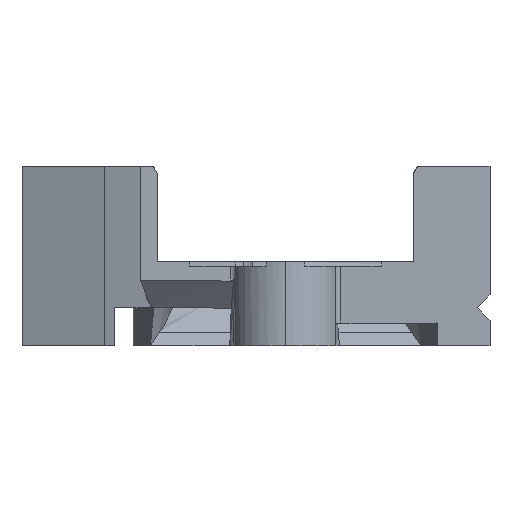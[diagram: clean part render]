
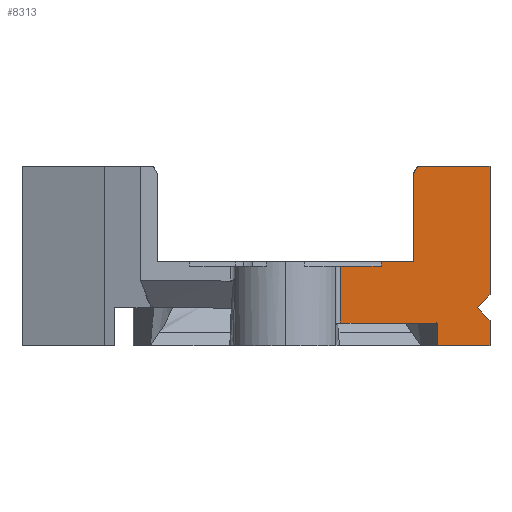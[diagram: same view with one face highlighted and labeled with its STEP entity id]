
A CAD part, left-side view. The second image highlights one B-rep face of the part: STEP entity #8313.
In plain terms, the highlighted planar face has unit normal (-1, 0, 0).
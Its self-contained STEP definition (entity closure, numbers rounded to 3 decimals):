
#100 = ORIENTED_EDGE ( 'NONE', *, *, #11667, .F. ) ;
#280 = CARTESIAN_POINT ( 'NONE',  ( -14.5, -10.025, 6.9 ) ) ;
#315 = VERTEX_POINT ( 'NONE', #1249 ) ;
#402 = ORIENTED_EDGE ( 'NONE', *, *, #11818, .T. ) ;
#517 = ORIENTED_EDGE ( 'NONE', *, *, #11223, .T. ) ;
#551 = VECTOR ( 'NONE', #8308, 1000. ) ;
#922 = EDGE_CURVE ( 'NONE', #3976, #1382, #6272, .T. ) ;
#980 = CARTESIAN_POINT ( 'NONE',  ( -14.5, -16.025, 7.5 ) ) ;
#1233 = VECTOR ( 'NONE', #6539, 1000. ) ;
#1249 = CARTESIAN_POINT ( 'NONE',  ( -14.5, -10.371, 7.5 ) ) ;
#1313 = CARTESIAN_POINT ( 'NONE',  ( -14.5, 16.025, 0. ) ) ;
#1382 = VERTEX_POINT ( 'NONE', #10840 ) ;
#1484 = CARTESIAN_POINT ( 'NONE',  ( -14.5, -4.299, -4.8 ) ) ;
#1511 = LINE ( 'NONE', #4517, #8806 ) ;
#1550 = CARTESIAN_POINT ( 'NONE',  ( -14.5, -4.499, -4.8 ) ) ;
#1610 = CARTESIAN_POINT ( 'NONE',  ( -14.5, -16.025, -4.6 ) ) ;
#1774 = DIRECTION ( 'NONE',  ( 0., -1., 0. ) ) ;
#1785 = CARTESIAN_POINT ( 'NONE',  ( -14.5, -16.025, -6.6 ) ) ;
#1905 = LINE ( 'NONE', #3928, #6919 ) ;
#1962 = DIRECTION ( 'NONE',  ( 0., 0., -1. ) ) ;
#1970 = EDGE_CURVE ( 'NONE', #2094, #7563, #6631, .T. ) ;
#2042 = VERTEX_POINT ( 'NONE', #3713 ) ;
#2094 = VERTEX_POINT ( 'NONE', #9099 ) ;
#2371 = CARTESIAN_POINT ( 'NONE',  ( -14.5, -4.9, -4.8 ) ) ;
#2423 = LINE ( 'NONE', #1313, #4998 ) ;
#2478 = VECTOR ( 'NONE', #7190, 1000. ) ;
#2500 = CARTESIAN_POINT ( 'NONE',  ( -14.5, 2.333, -14.505 ) ) ;
#2572 = CARTESIAN_POINT ( 'NONE',  ( -14.5, -10.025, 7.5 ) ) ;
#2622 = DIRECTION ( 'NONE',  ( 0., 1., 0. ) ) ;
#2740 = EDGE_CURVE ( 'NONE', #2042, #9179, #6601, .T. ) ;
#2752 = LINE ( 'NONE', #7760, #3070 ) ;
#2767 = CARTESIAN_POINT ( 'NONE',  ( -14.5, -16.025, -6.6 ) ) ;
#3070 = VECTOR ( 'NONE', #9970, 1000. ) ;
#3238 = VECTOR ( 'NONE', #3645, 1000. ) ;
#3278 = EDGE_CURVE ( 'NONE', #5159, #5122, #9485, .T. ) ;
#3577 = LINE ( 'NONE', #7537, #551 ) ;
#3616 = ORIENTED_EDGE ( 'NONE', *, *, #2740, .T. ) ;
#3645 = DIRECTION ( 'NONE',  ( 0., 0., 1. ) ) ;
#3713 = CARTESIAN_POINT ( 'NONE',  ( -14.5, -16.025, -2.6 ) ) ;
#3790 = ORIENTED_EDGE ( 'NONE', *, *, #1970, .F. ) ;
#3866 = ORIENTED_EDGE ( 'NONE', *, *, #3278, .F. ) ;
#3928 = CARTESIAN_POINT ( 'NONE',  ( -14.5, 16.025, -6.6 ) ) ;
#3976 = VERTEX_POINT ( 'NONE', #2371 ) ;
#4005 = EDGE_CURVE ( 'NONE', #315, #4049, #5376, .T. ) ;
#4049 = VERTEX_POINT ( 'NONE', #280 ) ;
#4055 = CARTESIAN_POINT ( 'NONE',  ( -14.5, -4.299, -0.35 ) ) ;
#4277 = ORIENTED_EDGE ( 'NONE', *, *, #12459, .T. ) ;
#4344 = EDGE_CURVE ( 'NONE', #6304, #3976, #5691, .T. ) ;
#4359 = CARTESIAN_POINT ( 'NONE',  ( -14.5, -4.9, -4.8 ) ) ;
#4390 = VERTEX_POINT ( 'NONE', #11842 ) ;
#4517 = CARTESIAN_POINT ( 'NONE',  ( -14.5, -16.025, -6.6 ) ) ;
#4763 = VERTEX_POINT ( 'NONE', #2767 ) ;
#4950 = FACE_OUTER_BOUND ( 'NONE', #7136, .T. ) ;
#4998 = VECTOR ( 'NONE', #12382, 1000. ) ;
#5049 = CARTESIAN_POINT ( 'NONE',  ( -14.5, -10.025, 0. ) ) ;
#5122 = VERTEX_POINT ( 'NONE', #7361 ) ;
#5159 = VERTEX_POINT ( 'NONE', #10409 ) ;
#5221 = EDGE_CURVE ( 'NONE', #1382, #4390, #6378, .T. ) ;
#5353 = CARTESIAN_POINT ( 'NONE',  ( -14.5, -11.9, -4.8 ) ) ;
#5376 = LINE ( 'NONE', #2500, #2478 ) ;
#5394 = CARTESIAN_POINT ( 'NONE',  ( -14.5, -7.5, 0. ) ) ;
#5492 = ORIENTED_EDGE ( 'NONE', *, *, #6249, .T. ) ;
#5498 = DIRECTION ( 'NONE',  ( 0., 0., 1. ) ) ;
#5534 = DIRECTION ( 'NONE',  ( 0., -0.707, -0.707 ) ) ;
#5537 = CARTESIAN_POINT ( 'NONE',  ( -14.5, -4.7, -4.8 ) ) ;
#5600 = VECTOR ( 'NONE', #1962, 1000. ) ;
#5650 = VECTOR ( 'NONE', #7549, 1000. ) ;
#5691 = B_SPLINE_CURVE_WITH_KNOTS ( 'NONE', 3,
 ( #1484, #1550, #5537, #4359 ),
 .UNSPECIFIED., .F., .F.,
 ( 4, 4 ),
 ( 0., 0.001 ),
 .UNSPECIFIED. ) ;
#5968 = VECTOR ( 'NONE', #5534, 1000. ) ;
#5993 = PLANE ( 'NONE',  #8893 ) ;
#6249 = EDGE_CURVE ( 'NONE', #11391, #6304, #8915, .T. ) ;
#6272 = B_SPLINE_CURVE_WITH_KNOTS ( 'NONE', 3,
 ( #6824, #10657, #12699, #12502 ),
 .UNSPECIFIED., .F., .F.,
 ( 4, 4 ),
 ( 0., 1. ),
 .UNSPECIFIED. ) ;
#6304 = VERTEX_POINT ( 'NONE', #10022 ) ;
#6378 = LINE ( 'NONE', #5353, #5650 ) ;
#6539 = DIRECTION ( 'NONE',  ( 0., 0., -1. ) ) ;
#6593 = LINE ( 'NONE', #10496, #10946 ) ;
#6601 = LINE ( 'NONE', #1785, #12186 ) ;
#6631 = LINE ( 'NONE', #11780, #3238 ) ;
#6709 = ORIENTED_EDGE ( 'NONE', *, *, #4005, .T. ) ;
#6824 = CARTESIAN_POINT ( 'NONE',  ( -14.5, -4.9, -4.8 ) ) ;
#6919 = VECTOR ( 'NONE', #1774, 1000. ) ;
#7126 = EDGE_CURVE ( 'NONE', #7563, #10006, #2423, .T. ) ;
#7136 = EDGE_LOOP ( 'NONE', ( #3866, #11118, #3616, #100, #6709, #4277, #7776, #3790, #402, #5492, #9260, #11595, #11111, #9273, #517 ) ) ;
#7190 = DIRECTION ( 'NONE',  ( 0., 0.5, -0.866 ) ) ;
#7361 = CARTESIAN_POINT ( 'NONE',  ( -14.5, -16.025, -4.6 ) ) ;
#7517 = LINE ( 'NONE', #2572, #1233 ) ;
#7537 = CARTESIAN_POINT ( 'NONE',  ( -14.5, -16.025, 7.5 ) ) ;
#7549 = DIRECTION ( 'NONE',  ( 0., 0., -1. ) ) ;
#7563 = VERTEX_POINT ( 'NONE', #5394 ) ;
#7760 = CARTESIAN_POINT ( 'NONE',  ( -14.5, -15.025, -3.6 ) ) ;
#7776 = ORIENTED_EDGE ( 'NONE', *, *, #7126, .F. ) ;
#8308 = DIRECTION ( 'NONE',  ( 0., -1., 0. ) ) ;
#8313 = ADVANCED_FACE ( 'NONE', ( #4950 ), #5993, .T. ) ;
#8806 = VECTOR ( 'NONE', #5498, 1000. ) ;
#8810 = DIRECTION ( 'NONE',  ( 0., 0., 1. ) ) ;
#8893 = AXIS2_PLACEMENT_3D ( 'NONE', #9213, #12842, #8911 ) ;
#8911 = DIRECTION ( 'NONE',  ( 0., 0., 1. ) ) ;
#8915 = LINE ( 'NONE', #12908, #5600 ) ;
#9099 = CARTESIAN_POINT ( 'NONE',  ( -14.5, -7.5, -0.35 ) ) ;
#9179 = VERTEX_POINT ( 'NONE', #980 ) ;
#9213 = CARTESIAN_POINT ( 'NONE',  ( -14.5, 16.025, -6.6 ) ) ;
#9260 = ORIENTED_EDGE ( 'NONE', *, *, #4344, .T. ) ;
#9273 = ORIENTED_EDGE ( 'NONE', *, *, #10208, .T. ) ;
#9485 = LINE ( 'NONE', #1610, #5968 ) ;
#9970 = DIRECTION ( 'NONE',  ( 0., 0.707, -0.707 ) ) ;
#10006 = VERTEX_POINT ( 'NONE', #5049 ) ;
#10022 = CARTESIAN_POINT ( 'NONE',  ( -14.5, -4.299, -4.8 ) ) ;
#10208 = EDGE_CURVE ( 'NONE', #4390, #4763, #1905, .T. ) ;
#10409 = CARTESIAN_POINT ( 'NONE',  ( -14.5, -15.025, -3.6 ) ) ;
#10496 = CARTESIAN_POINT ( 'NONE',  ( -14.5, 16.025, -0.35 ) ) ;
#10657 = CARTESIAN_POINT ( 'NONE',  ( -14.5, -7.233, -4.8 ) ) ;
#10840 = CARTESIAN_POINT ( 'NONE',  ( -14.5, -11.9, -4.8 ) ) ;
#10946 = VECTOR ( 'NONE', #2622, 1000. ) ;
#11111 = ORIENTED_EDGE ( 'NONE', *, *, #5221, .T. ) ;
#11118 = ORIENTED_EDGE ( 'NONE', *, *, #11978, .F. ) ;
#11223 = EDGE_CURVE ( 'NONE', #4763, #5122, #1511, .T. ) ;
#11391 = VERTEX_POINT ( 'NONE', #4055 ) ;
#11595 = ORIENTED_EDGE ( 'NONE', *, *, #922, .T. ) ;
#11667 = EDGE_CURVE ( 'NONE', #315, #9179, #3577, .T. ) ;
#11780 = CARTESIAN_POINT ( 'NONE',  ( -14.5, -7.5, -6.6 ) ) ;
#11818 = EDGE_CURVE ( 'NONE', #2094, #11391, #6593, .T. ) ;
#11842 = CARTESIAN_POINT ( 'NONE',  ( -14.5, -11.9, -6.6 ) ) ;
#11978 = EDGE_CURVE ( 'NONE', #2042, #5159, #2752, .T. ) ;
#12186 = VECTOR ( 'NONE', #8810, 1000. ) ;
#12382 = DIRECTION ( 'NONE',  ( 0., -1., 0. ) ) ;
#12459 = EDGE_CURVE ( 'NONE', #4049, #10006, #7517, .T. ) ;
#12502 = CARTESIAN_POINT ( 'NONE',  ( -14.5, -11.9, -4.8 ) ) ;
#12699 = CARTESIAN_POINT ( 'NONE',  ( -14.5, -9.567, -4.8 ) ) ;
#12842 = DIRECTION ( 'NONE',  ( -1., 0., 0. ) ) ;
#12908 = CARTESIAN_POINT ( 'NONE',  ( -14.5, -4.299, -6.6 ) ) ;
